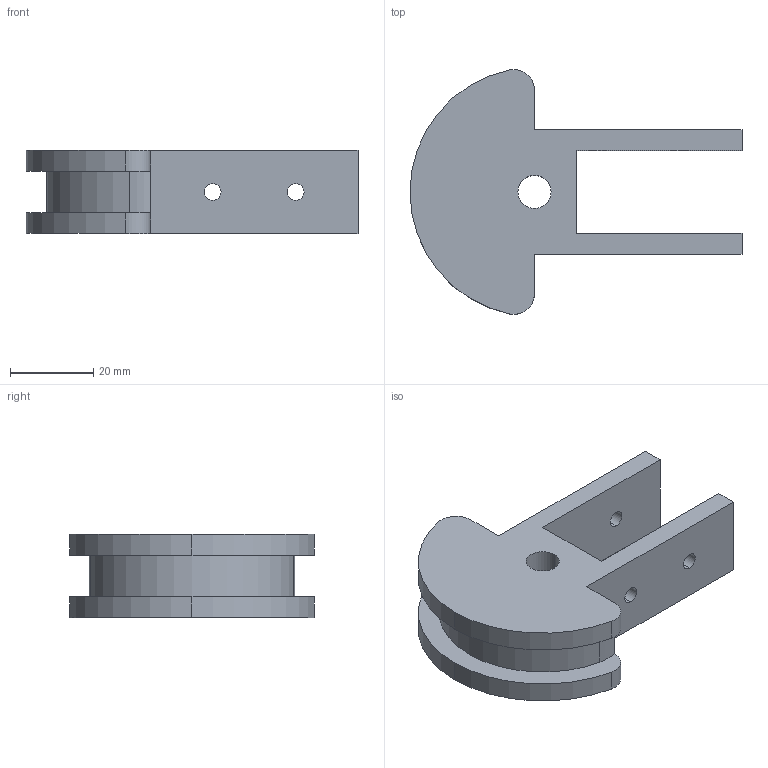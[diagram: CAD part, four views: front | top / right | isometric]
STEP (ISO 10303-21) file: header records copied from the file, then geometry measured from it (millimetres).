
FILE_DESCRIPTION (( 'STEP AP203' ), '1' );
FILE_NAME ('3dprint_knee_joint_Default_sldprt.STEP', '2023-02-03T09:09:08', ( '' ), ( '' ), 'SwSTEP 2.0', 'SolidWorks 2020', '' );
FILE_SCHEMA (( 'CONFIG_CONTROL_DESIGN' ));
Length unit declared in the file: millimetre
Products named in the file (1): 3dprint_knee_joint_Default_sldprt
Bounding box: 80 x 58.98 x 20 mm (x, y, z)
Volume: 36285.4 mm3; surface area: 12205.3 mm2
Topology: 1 solids, 1 shells, 40 faces, 104 edges, 68 vertices
Faces by surface type: cylinder 25, plane 15
Entity records: 1343 total; most frequent: DIRECTION 236, CARTESIAN_POINT 213, ORIENTED_EDGE 208, EDGE_CURVE 104, AXIS2_PLACEMENT_3D 91, VERTEX_POINT 68, LINE 54, VECTOR 54
